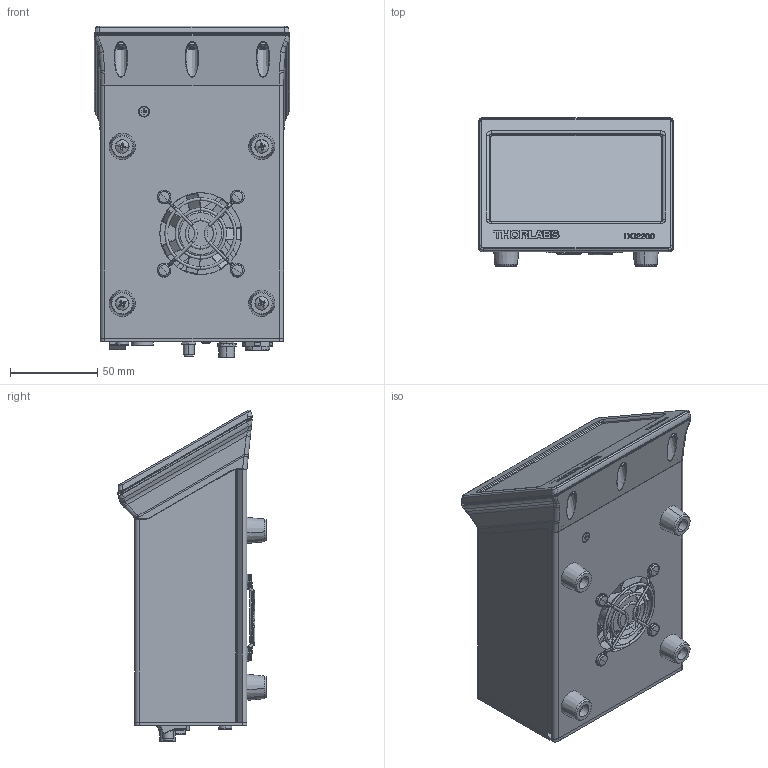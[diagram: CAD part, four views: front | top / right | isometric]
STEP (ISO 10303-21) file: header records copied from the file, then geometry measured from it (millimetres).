
FILE_DESCRIPTION (( 'STEP AP214' ), '1' );
FILE_NAME ('Zusammenbau für Web.STEP', '2015-05-26T10:07:02', ( '' ), ( '' ), 'SwSTEP 2.0', 'SolidWorks 2014', '' );
FILE_SCHEMA (( 'AUTOMOTIVE_DESIGN' ));
Length unit declared in the file: millimetre
Products named in the file (1): Zusammenbau f黵 Web
Bounding box: 111.98 x 84.99 x 190.33 mm (x, y, z)
Volume: 228259.3 mm3; surface area: 228956 mm2
Topology: 43 solids, 43 shells, 4882 faces, 12864 edges, 8261 vertices
Faces by surface type: plane 2539, cylinder 1276, bspline 687, cone 234, torus 116, sphere 30
Entity records: 242237 total; most frequent: CARTESIAN_POINT 71387, ORIENTED_EDGE 25640, DIRECTION 22296, EDGE_CURVE 12820, VERTEX_POINT 8261, LINE 7906, VECTOR 7906, AXIS2_PLACEMENT_3D 7195
